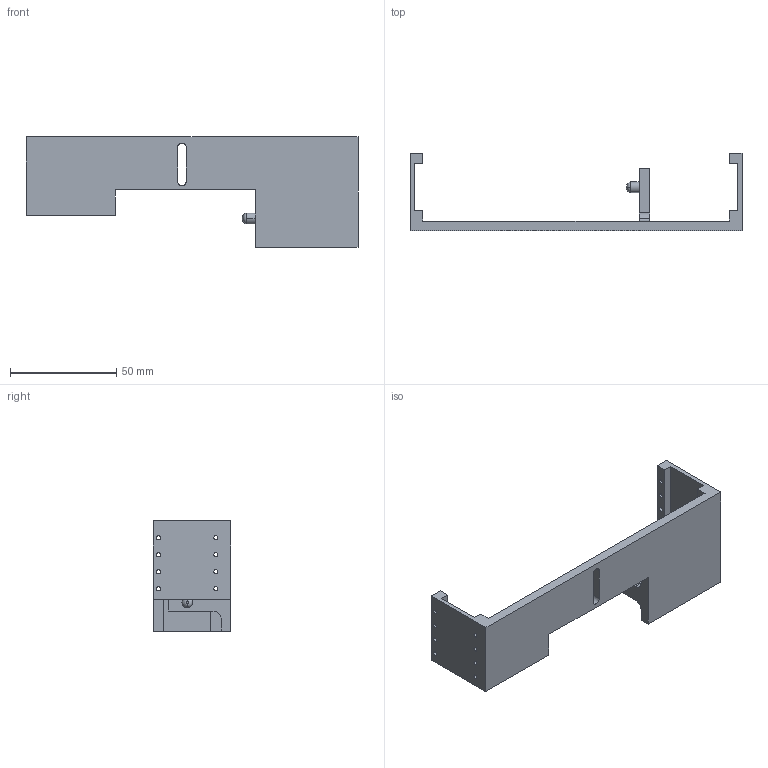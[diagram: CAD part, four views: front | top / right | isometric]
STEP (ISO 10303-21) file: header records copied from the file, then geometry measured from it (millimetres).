
FILE_DESCRIPTION (( 'STEP AP203' ), '1' );
FILE_NAME ('Motor case 2 v24_Default_sldprt.STEP', '2020-09-22T05:01:15', ( '' ), ( '' ), 'SwSTEP 2.0', 'SolidWorks 2019', '' );
FILE_SCHEMA (( 'CONFIG_CONTROL_DESIGN' ));
Length unit declared in the file: millimetre
Products named in the file (1): Motor case 2 v24_Default_sldprt
Bounding box: 156.5 x 36.5 x 52 mm (x, y, z)
Volume: 35517.9 mm3; surface area: 21536.1 mm2
Topology: 1 solids, 1 shells, 71 faces, 204 edges, 136 vertices
Faces by surface type: cylinder 40, plane 29, bspline 2
Entity records: 2549 total; most frequent: CARTESIAN_POINT 468, DIRECTION 426, ORIENTED_EDGE 408, EDGE_CURVE 204, AXIS2_PLACEMENT_3D 154, VERTEX_POINT 136, LINE 118, VECTOR 118
